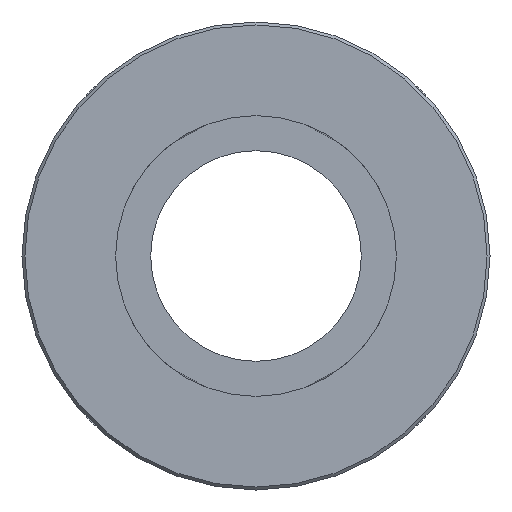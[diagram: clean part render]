
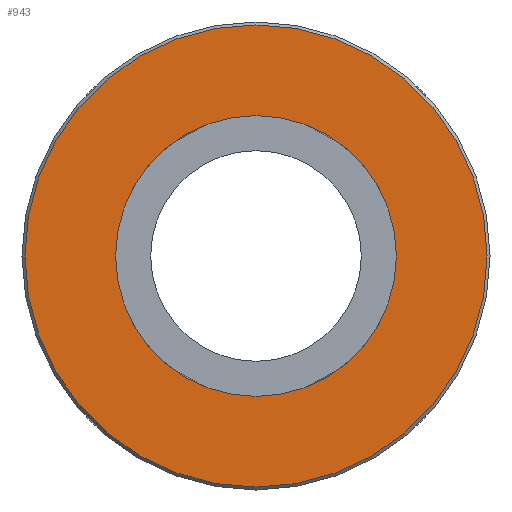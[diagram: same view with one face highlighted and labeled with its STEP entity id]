
A CAD part, left-side view. The second image highlights one B-rep face of the part: STEP entity #943.
In plain terms, the highlighted planar face has unit normal (-1, 0, 0).
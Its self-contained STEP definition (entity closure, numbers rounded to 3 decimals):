
#31=PLANE($,#1032);
#193=CIRCLE($,#1028,39.5);
#196=CIRCLE($,#1033,24.);
#228=FACE_BOUND($,#347,.T.);
#229=FACE_BOUND($,#348,.T.);
#347=EDGE_LOOP($,(#771));
#348=EDGE_LOOP($,(#772));
#478=VERTEX_POINT($,#1811);
#481=VERTEX_POINT($,#1819);
#593=EDGE_CURVE($,#478,#478,#193,.T.);
#596=EDGE_CURVE($,#481,#481,#196,.T.);
#771=ORIENTED_EDGE($,*,*,#596,.T.);
#772=ORIENTED_EDGE($,*,*,#593,.F.);
#943=ADVANCED_FACE($,(#228,#229),#31,.T.);
#1028=AXIS2_PLACEMENT_3D($,#1812,#1236,#1237);
#1032=AXIS2_PLACEMENT_3D($,#1818,#1244,#1245);
#1033=AXIS2_PLACEMENT_3D($,#1820,#1246,#1247);
#1236=DIRECTION('center_axis',(1.,0.,0.));
#1237=DIRECTION('ref_axis',(0.,-1.,0.));
#1244=DIRECTION('center_axis',(-1.,0.,0.));
#1245=DIRECTION('ref_axis',(0.,0.,1.));
#1246=DIRECTION('center_axis',(1.,0.,0.));
#1247=DIRECTION('ref_axis',(0.,0.,-1.));
#1811=CARTESIAN_POINT('',(0.,39.5,0.));
#1812=CARTESIAN_POINT('Origin',(0.,0.,0.));
#1818=CARTESIAN_POINT('Origin',(0.,32.,0.));
#1819=CARTESIAN_POINT('',(0.,0.,
24.));
#1820=CARTESIAN_POINT('Origin',(0.,0.,0.));
